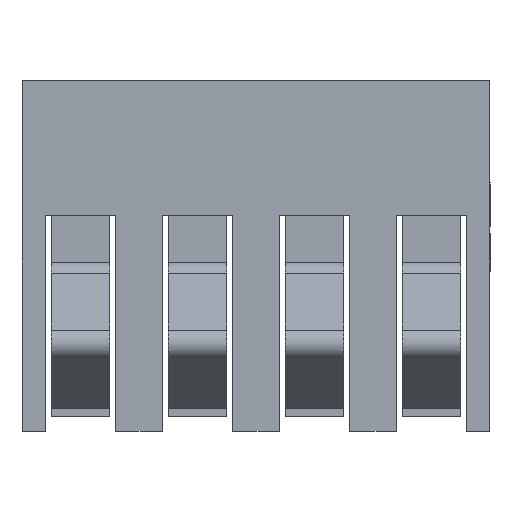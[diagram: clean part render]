
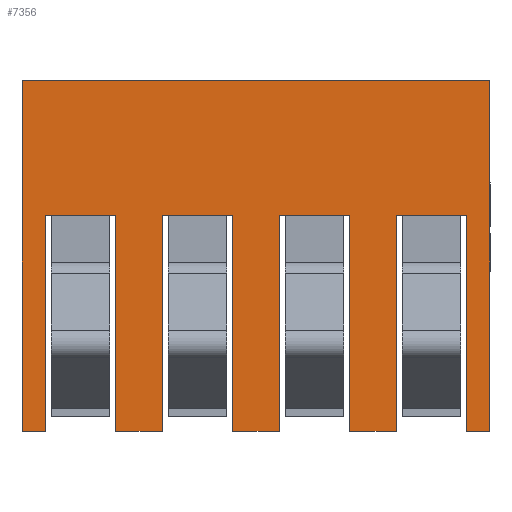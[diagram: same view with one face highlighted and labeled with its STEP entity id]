
A CAD part, top view. The second image highlights one B-rep face of the part: STEP entity #7356.
In plain terms, the highlighted planar face has unit normal (0, 0, 1).
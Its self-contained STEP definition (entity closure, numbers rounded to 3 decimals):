
#444=FACE_OUTER_BOUND('',#855,.T.);
#855=EDGE_LOOP('',(#4827,#4828,#4829,#4830,#4831,#4832,#4833,#4834,#4835,
#4836,#4837,#4838,#4839,#4840,#4841,#4842,#4843,#4844,#4845,#4846));
#1335=LINE('',#10157,#2168);
#1336=LINE('',#10161,#2169);
#1337=LINE('',#10162,#2170);
#1338=LINE('',#10164,#2171);
#1339=LINE('',#10166,#2172);
#1340=LINE('',#10168,#2173);
#1341=LINE('',#10170,#2174);
#1342=LINE('',#10172,#2175);
#1343=LINE('',#10174,#2176);
#1344=LINE('',#10176,#2177);
#1345=LINE('',#10178,#2178);
#1346=LINE('',#10180,#2179);
#1347=LINE('',#10182,#2180);
#1348=LINE('',#10184,#2181);
#1349=LINE('',#10186,#2182);
#1350=LINE('',#10188,#2183);
#1351=LINE('',#10190,#2184);
#1352=LINE('',#10192,#2185);
#1353=LINE('',#10194,#2186);
#1354=LINE('',#10195,#2187);
#2168=VECTOR('',#8267,1.);
#2169=VECTOR('',#8270,1.);
#2170=VECTOR('',#8271,1.);
#2171=VECTOR('',#8272,1.);
#2172=VECTOR('',#8273,1.);
#2173=VECTOR('',#8274,1.);
#2174=VECTOR('',#8275,1.);
#2175=VECTOR('',#8276,1.);
#2176=VECTOR('',#8277,1.);
#2177=VECTOR('',#8278,1.);
#2178=VECTOR('',#8279,1.);
#2179=VECTOR('',#8280,1.);
#2180=VECTOR('',#8281,1.);
#2181=VECTOR('',#8282,1.);
#2182=VECTOR('',#8283,1.);
#2183=VECTOR('',#8284,1.);
#2184=VECTOR('',#8285,1.);
#2185=VECTOR('',#8286,1.);
#2186=VECTOR('',#8287,1.);
#2187=VECTOR('',#8288,1.);
#3009=VERTEX_POINT('',#10151);
#3011=VERTEX_POINT('',#10155);
#3012=VERTEX_POINT('',#10159);
#3013=VERTEX_POINT('',#10160);
#3014=VERTEX_POINT('',#10163);
#3015=VERTEX_POINT('',#10165);
#3016=VERTEX_POINT('',#10167);
#3017=VERTEX_POINT('',#10169);
#3018=VERTEX_POINT('',#10171);
#3019=VERTEX_POINT('',#10173);
#3020=VERTEX_POINT('',#10175);
#3021=VERTEX_POINT('',#10177);
#3022=VERTEX_POINT('',#10179);
#3023=VERTEX_POINT('',#10181);
#3024=VERTEX_POINT('',#10183);
#3025=VERTEX_POINT('',#10185);
#3026=VERTEX_POINT('',#10187);
#3027=VERTEX_POINT('',#10189);
#3028=VERTEX_POINT('',#10191);
#3029=VERTEX_POINT('',#10193);
#3737=EDGE_CURVE('',#3009,#3011,#1335,.T.);
#3738=EDGE_CURVE('',#3012,#3013,#1336,.T.);
#3739=EDGE_CURVE('',#3013,#3009,#1337,.T.);
#3740=EDGE_CURVE('',#3011,#3014,#1338,.T.);
#3741=EDGE_CURVE('',#3014,#3015,#1339,.T.);
#3742=EDGE_CURVE('',#3015,#3016,#1340,.T.);
#3743=EDGE_CURVE('',#3016,#3017,#1341,.T.);
#3744=EDGE_CURVE('',#3018,#3017,#1342,.T.);
#3745=EDGE_CURVE('',#3018,#3019,#1343,.T.);
#3746=EDGE_CURVE('',#3019,#3020,#1344,.T.);
#3747=EDGE_CURVE('',#3020,#3021,#1345,.T.);
#3748=EDGE_CURVE('',#3022,#3021,#1346,.T.);
#3749=EDGE_CURVE('',#3022,#3023,#1347,.T.);
#3750=EDGE_CURVE('',#3023,#3024,#1348,.T.);
#3751=EDGE_CURVE('',#3024,#3025,#1349,.T.);
#3752=EDGE_CURVE('',#3026,#3025,#1350,.T.);
#3753=EDGE_CURVE('',#3026,#3027,#1351,.T.);
#3754=EDGE_CURVE('',#3027,#3028,#1352,.T.);
#3755=EDGE_CURVE('',#3028,#3029,#1353,.T.);
#3756=EDGE_CURVE('',#3012,#3029,#1354,.T.);
#4827=ORIENTED_EDGE('',*,*,#3738,.T.);
#4828=ORIENTED_EDGE('',*,*,#3739,.T.);
#4829=ORIENTED_EDGE('',*,*,#3737,.T.);
#4830=ORIENTED_EDGE('',*,*,#3740,.T.);
#4831=ORIENTED_EDGE('',*,*,#3741,.T.);
#4832=ORIENTED_EDGE('',*,*,#3742,.T.);
#4833=ORIENTED_EDGE('',*,*,#3743,.T.);
#4834=ORIENTED_EDGE('',*,*,#3744,.F.);
#4835=ORIENTED_EDGE('',*,*,#3745,.T.);
#4836=ORIENTED_EDGE('',*,*,#3746,.T.);
#4837=ORIENTED_EDGE('',*,*,#3747,.T.);
#4838=ORIENTED_EDGE('',*,*,#3748,.F.);
#4839=ORIENTED_EDGE('',*,*,#3749,.T.);
#4840=ORIENTED_EDGE('',*,*,#3750,.T.);
#4841=ORIENTED_EDGE('',*,*,#3751,.T.);
#4842=ORIENTED_EDGE('',*,*,#3752,.F.);
#4843=ORIENTED_EDGE('',*,*,#3753,.T.);
#4844=ORIENTED_EDGE('',*,*,#3754,.T.);
#4845=ORIENTED_EDGE('',*,*,#3755,.T.);
#4846=ORIENTED_EDGE('',*,*,#3756,.F.);
#6942=PLANE('',#7790);
#7356=ADVANCED_FACE('',(#444),#6942,.T.);
#7790=AXIS2_PLACEMENT_3D('',#10158,#8268,#8269);
#8267=DIRECTION('',(1.,0.,0.));
#8268=DIRECTION('center_axis',(0.,0.,1.));
#8269=DIRECTION('ref_axis',(1.,0.,0.));
#8270=DIRECTION('',(1.,0.,0.));
#8271=DIRECTION('',(0.,-1.,0.));
#8272=DIRECTION('',(0.,1.,0.));
#8273=DIRECTION('',(-1.,0.,0.));
#8274=DIRECTION('',(0.,-1.,0.));
#8275=DIRECTION('',(1.,0.,0.));
#8276=DIRECTION('',(0.,-1.,0.));
#8277=DIRECTION('',(1.,0.,0.));
#8278=DIRECTION('',(0.,-1.,0.));
#8279=DIRECTION('',(1.,0.,0.));
#8280=DIRECTION('',(0.,-1.,0.));
#8281=DIRECTION('',(1.,0.,0.));
#8282=DIRECTION('',(0.,-1.,0.));
#8283=DIRECTION('',(1.,0.,0.));
#8284=DIRECTION('',(0.,-1.,0.));
#8285=DIRECTION('',(1.,0.,0.));
#8286=DIRECTION('',(0.,-1.,0.));
#8287=DIRECTION('',(1.,0.,0.));
#8288=DIRECTION('',(0.,-1.,0.));
#10151=CARTESIAN_POINT('',(3.6,-3.05,1.745));
#10155=CARTESIAN_POINT('',(4.,-3.05,1.745));
#10157=CARTESIAN_POINT('',(-4.,-3.05,1.745));
#10158=CARTESIAN_POINT('Origin',(0.,-0.05,1.745));
#10159=CARTESIAN_POINT('',(2.4,0.65,1.745));
#10160=CARTESIAN_POINT('',(3.6,0.65,1.745));
#10161=CARTESIAN_POINT('',(6.,0.65,1.745));
#10162=CARTESIAN_POINT('',(3.6,-0.05,1.745));
#10163=CARTESIAN_POINT('',(4.,2.95,1.745));
#10164=CARTESIAN_POINT('',(4.,2.95,1.745));
#10165=CARTESIAN_POINT('',(-4.,2.95,1.745));
#10166=CARTESIAN_POINT('',(-4.,2.95,1.745));
#10167=CARTESIAN_POINT('',(-4.,-3.05,1.745));
#10168=CARTESIAN_POINT('',(-4.,2.95,1.745));
#10169=CARTESIAN_POINT('',(-3.6,-3.05,1.745));
#10170=CARTESIAN_POINT('',(-4.,-3.05,1.745));
#10171=CARTESIAN_POINT('',(-3.6,0.65,1.745));
#10172=CARTESIAN_POINT('',(-3.6,-0.05,1.745));
#10173=CARTESIAN_POINT('',(-2.4,0.65,1.745));
#10174=CARTESIAN_POINT('',(0.,0.65,1.745));
#10175=CARTESIAN_POINT('',(-2.4,-3.05,1.745));
#10176=CARTESIAN_POINT('',(-2.4,-0.05,1.745));
#10177=CARTESIAN_POINT('',(-1.6,-3.05,1.745));
#10178=CARTESIAN_POINT('',(-4.,-3.05,1.745));
#10179=CARTESIAN_POINT('',(-1.6,0.65,1.745));
#10180=CARTESIAN_POINT('',(-1.6,-0.05,1.745));
#10181=CARTESIAN_POINT('',(-0.4,0.65,1.745));
#10182=CARTESIAN_POINT('',(2.,0.65,1.745));
#10183=CARTESIAN_POINT('',(-0.4,-3.05,1.745));
#10184=CARTESIAN_POINT('',(-0.4,-0.05,1.745));
#10185=CARTESIAN_POINT('',(0.4,-3.05,1.745));
#10186=CARTESIAN_POINT('',(-4.,-3.05,1.745));
#10187=CARTESIAN_POINT('',(0.4,0.65,1.745));
#10188=CARTESIAN_POINT('',(0.4,-0.05,1.745));
#10189=CARTESIAN_POINT('',(1.6,0.65,1.745));
#10190=CARTESIAN_POINT('',(4.,0.65,1.745));
#10191=CARTESIAN_POINT('',(1.6,-3.05,1.745));
#10192=CARTESIAN_POINT('',(1.6,-0.05,1.745));
#10193=CARTESIAN_POINT('',(2.4,-3.05,1.745));
#10194=CARTESIAN_POINT('',(-4.,-3.05,1.745));
#10195=CARTESIAN_POINT('',(2.4,-0.05,1.745));
